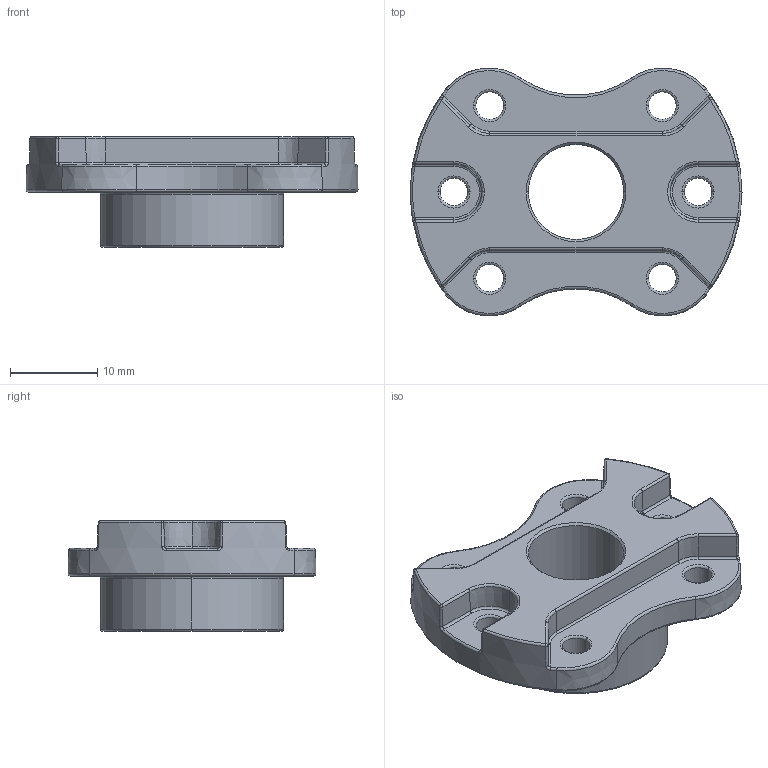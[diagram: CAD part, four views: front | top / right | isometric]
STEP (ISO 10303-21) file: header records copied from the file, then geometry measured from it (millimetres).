
FILE_DESCRIPTION (( 'STEP AP214' ), '1' );
FILE_NAME ('am-5534 0.430x21mm OD NeveRest Pattern Flanged Bushing for 0.375IN Hex.STEP', '2024-11-14T14:46:06', ( '' ), ( '' ), 'SwSTEP 2.0', 'SolidWorks 2024', '' );
FILE_SCHEMA (( 'AUTOMOTIVE_DESIGN' ));
Length unit declared in the file: inch
Products named in the file (1): am-5534 0.430x21mm OD NeveRest Pattern Flanged Bushing for 0.375IN Hex
Bounding box: 38.09 x 28.43 x 12.7 mm (x, y, z)
Volume: 5162.9 mm3; surface area: 3276.8 mm2
Topology: 1 solids, 1 shells, 169 faces, 380 edges, 214 vertices
Faces by surface type: torus 70, cylinder 36, cone 20, plane 17, bspline 16, sphere 10
Entity records: 5067 total; most frequent: CARTESIAN_POINT 1188, DIRECTION 922, ORIENTED_EDGE 760, AXIS2_PLACEMENT_3D 420, EDGE_CURVE 380, CIRCLE 266, VERTEX_POINT 214, EDGE_LOOP 184
